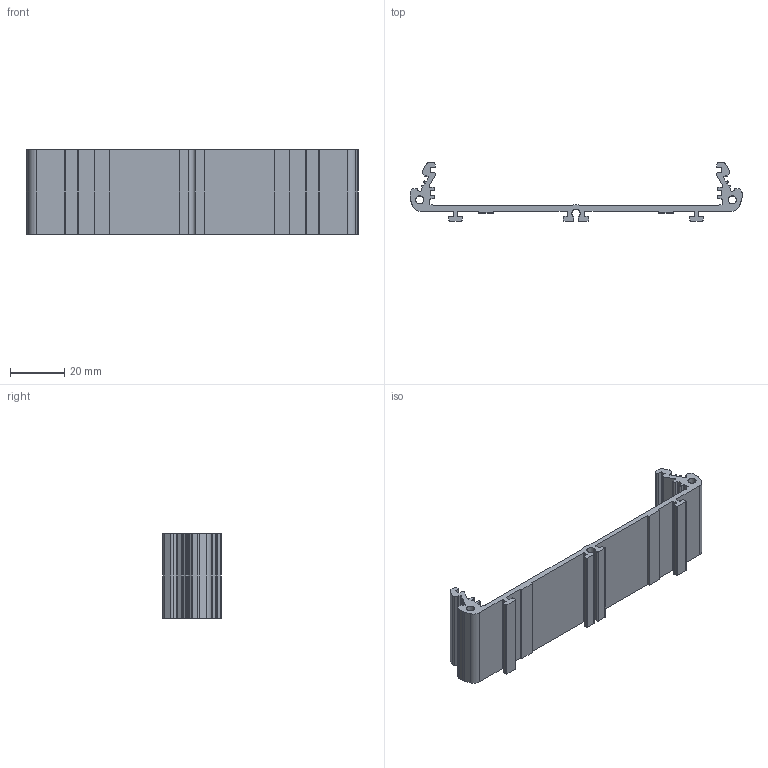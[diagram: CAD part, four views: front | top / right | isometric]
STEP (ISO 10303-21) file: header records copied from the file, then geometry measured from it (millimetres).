
FILE_DESCRIPTION(('STEP AP214'), '1');
FILE_NAME('櫻蠉錪', '2016-01-30T10:36:35', ('Anton S.'), (''), 'ASCON STEP Converter 1.3', 'ASCON Math Kernel', '');
FILE_SCHEMA(('AUTOMOTIVE_DESIGN { 1 0 10303 214 3 1 1}'));
Length unit declared in the file: millimetre
Bounding box: 122.6 x 21.5 x 31.25 mm (x, y, z)
Volume: 13219.1 mm3; surface area: 13638.9 mm2
Topology: 1 solids, 1 shells, 188 faces, 558 edges, 372 vertices
Faces by surface type: plane 102, cylinder 86
Full cylindrical faces by diameter (mm): 3 x2
Entity records: 7880 total; most frequent: CARTESIAN_POINT 1117, ORIENTED_EDGE 1112, DIRECTION 1106, EDGE_CURVE 556, LINE 384, VECTOR 384, VERTEX_POINT 372, AXIS2_PLACEMENT_3D 361
